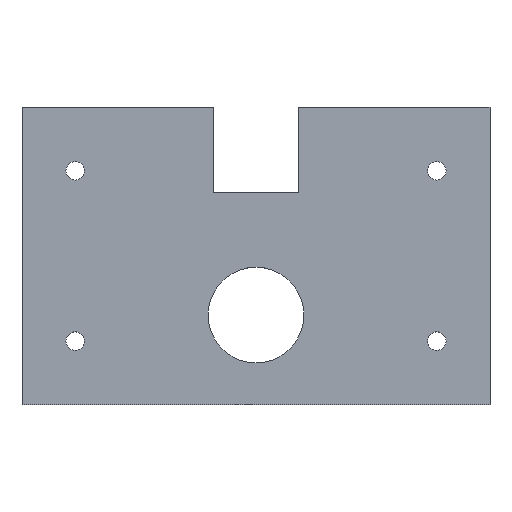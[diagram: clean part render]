
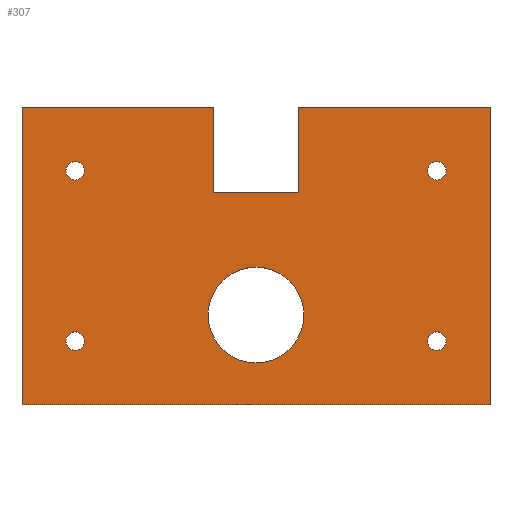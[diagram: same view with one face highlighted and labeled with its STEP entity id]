
A CAD part, top view. The second image highlights one B-rep face of the part: STEP entity #307.
In plain terms, the highlighted planar face has unit normal (0, 0, 1).
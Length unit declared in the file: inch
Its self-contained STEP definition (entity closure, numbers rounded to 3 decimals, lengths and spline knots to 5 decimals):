
#18=FACE_BOUND('',#67,.T.);
#19=FACE_BOUND('',#68,.T.);
#20=FACE_BOUND('',#69,.T.);
#21=FACE_BOUND('',#70,.T.);
#22=FACE_BOUND('',#71,.T.);
#36=PLANE('',#354);
#51=FACE_OUTER_BOUND('',#66,.T.);
#66=EDGE_LOOP('',(#263,#264,#265,#266,#267,#268,#269,#270));
#67=EDGE_LOOP('',(#271));
#68=EDGE_LOOP('',(#272));
#69=EDGE_LOOP('',(#273));
#70=EDGE_LOOP('',(#274));
#71=EDGE_LOOP('',(#275));
#85=LINE('',#475,#114);
#88=LINE('',#481,#117);
#91=LINE('',#487,#120);
#94=LINE('',#493,#123);
#97=LINE('',#499,#126);
#100=LINE('',#505,#129);
#103=LINE('',#511,#132);
#106=LINE('',#515,#135);
#114=VECTOR('',#397,0.3937);
#117=VECTOR('',#402,0.3937);
#120=VECTOR('',#407,0.3937);
#123=VECTOR('',#412,0.3937);
#126=VECTOR('',#417,0.3937);
#129=VECTOR('',#422,0.3937);
#132=VECTOR('',#427,0.3937);
#135=VECTOR('',#432,0.3937);
#136=CIRCLE('',#332,0.1085);
#138=CIRCLE('',#335,0.1085);
#140=CIRCLE('',#338,0.1085);
#142=CIRCLE('',#341,0.1085);
#144=CIRCLE('',#344,0.5625);
#146=VERTEX_POINT('',#439);
#148=VERTEX_POINT('',#445);
#150=VERTEX_POINT('',#451);
#152=VERTEX_POINT('',#457);
#154=VERTEX_POINT('',#463);
#158=VERTEX_POINT('',#472);
#159=VERTEX_POINT('',#474);
#161=VERTEX_POINT('',#480);
#163=VERTEX_POINT('',#486);
#165=VERTEX_POINT('',#492);
#167=VERTEX_POINT('',#498);
#169=VERTEX_POINT('',#504);
#171=VERTEX_POINT('',#510);
#172=EDGE_CURVE('',#146,#146,#136,.T.);
#175=EDGE_CURVE('',#148,#148,#138,.T.);
#178=EDGE_CURVE('',#150,#150,#140,.T.);
#181=EDGE_CURVE('',#152,#152,#142,.T.);
#184=EDGE_CURVE('',#154,#154,#144,.T.);
#189=EDGE_CURVE('',#159,#158,#85,.T.);
#192=EDGE_CURVE('',#161,#159,#88,.T.);
#195=EDGE_CURVE('',#163,#161,#91,.T.);
#198=EDGE_CURVE('',#165,#163,#94,.T.);
#201=EDGE_CURVE('',#167,#165,#97,.T.);
#204=EDGE_CURVE('',#169,#167,#100,.T.);
#207=EDGE_CURVE('',#171,#169,#103,.T.);
#210=EDGE_CURVE('',#158,#171,#106,.T.);
#263=ORIENTED_EDGE('',*,*,#210,.T.);
#264=ORIENTED_EDGE('',*,*,#207,.T.);
#265=ORIENTED_EDGE('',*,*,#204,.T.);
#266=ORIENTED_EDGE('',*,*,#201,.T.);
#267=ORIENTED_EDGE('',*,*,#198,.T.);
#268=ORIENTED_EDGE('',*,*,#195,.T.);
#269=ORIENTED_EDGE('',*,*,#192,.T.);
#270=ORIENTED_EDGE('',*,*,#189,.T.);
#271=ORIENTED_EDGE('',*,*,#172,.T.);
#272=ORIENTED_EDGE('',*,*,#175,.T.);
#273=ORIENTED_EDGE('',*,*,#178,.T.);
#274=ORIENTED_EDGE('',*,*,#181,.T.);
#275=ORIENTED_EDGE('',*,*,#184,.T.);
#307=ADVANCED_FACE('',(#51,#18,#19,#20,#21,#22),#36,.T.);
#332=AXIS2_PLACEMENT_3D('',#440,#360,#361);
#335=AXIS2_PLACEMENT_3D('',#446,#367,#368);
#338=AXIS2_PLACEMENT_3D('',#452,#374,#375);
#341=AXIS2_PLACEMENT_3D('',#458,#381,#382);
#344=AXIS2_PLACEMENT_3D('',#464,#388,#389);
#354=AXIS2_PLACEMENT_3D('',#516,#433,#434);
#360=DIRECTION('center_axis',(0.,0.,-1.));
#361=DIRECTION('ref_axis',(-1.,0.,0.));
#367=DIRECTION('center_axis',(0.,0.,-1.));
#368=DIRECTION('ref_axis',(-1.,0.,0.));
#374=DIRECTION('center_axis',(0.,0.,-1.));
#375=DIRECTION('ref_axis',(1.,0.,0.));
#381=DIRECTION('center_axis',(0.,0.,-1.));
#382=DIRECTION('ref_axis',(1.,0.,0.));
#388=DIRECTION('center_axis',(0.,0.,-1.));
#389=DIRECTION('ref_axis',(-1.,0.,0.));
#397=DIRECTION('',(1.,0.,0.));
#402=DIRECTION('',(0.,-1.,0.));
#407=DIRECTION('',(-1.,0.,0.));
#412=DIRECTION('',(0.,1.,0.));
#417=DIRECTION('',(-1.,0.,0.));
#422=DIRECTION('',(0.,-1.,0.));
#427=DIRECTION('',(-1.,0.,0.));
#432=DIRECTION('',(0.,1.,0.));
#433=DIRECTION('center_axis',(0.,0.,1.));
#434=DIRECTION('ref_axis',(1.,0.,0.));
#439=CARTESIAN_POINT('',(-2.0165,-1.315,0.125));
#440=CARTESIAN_POINT('Origin',(-2.125,-1.315,0.125));
#445=CARTESIAN_POINT('',(-2.0165,0.685,0.125));
#446=CARTESIAN_POINT('Origin',(-2.125,0.685,0.125));
#451=CARTESIAN_POINT('',(2.0165,-1.315,0.125));
#452=CARTESIAN_POINT('Origin',(2.125,-1.315,0.125));
#457=CARTESIAN_POINT('',(2.0165,0.685,0.125));
#458=CARTESIAN_POINT('Origin',(2.125,0.685,0.125));
#463=CARTESIAN_POINT('',(0.5625,-1.01,0.125));
#464=CARTESIAN_POINT('Origin',(0.,-1.01,0.125));
#472=CARTESIAN_POINT('',(2.75,-2.065,0.125));
#474=CARTESIAN_POINT('',(-2.75,-2.065,0.125));
#475=CARTESIAN_POINT('',(-2.75,-2.065,0.125));
#480=CARTESIAN_POINT('',(-2.75,1.435,0.125));
#481=CARTESIAN_POINT('',(-2.75,1.435,0.125));
#486=CARTESIAN_POINT('',(-0.5,1.435,0.125));
#487=CARTESIAN_POINT('',(-0.5,1.435,0.125));
#492=CARTESIAN_POINT('',(-0.5,0.435,0.125));
#493=CARTESIAN_POINT('',(-0.5,0.435,0.125));
#498=CARTESIAN_POINT('',(0.5,0.435,0.125));
#499=CARTESIAN_POINT('',(0.5,0.435,0.125));
#504=CARTESIAN_POINT('',(0.5,1.435,0.125));
#505=CARTESIAN_POINT('',(0.5,1.435,0.125));
#510=CARTESIAN_POINT('',(2.75,1.435,0.125));
#511=CARTESIAN_POINT('',(2.75,1.435,0.125));
#515=CARTESIAN_POINT('',(2.75,-2.065,0.125));
#516=CARTESIAN_POINT('Origin',(0.,-0.315,0.125));
